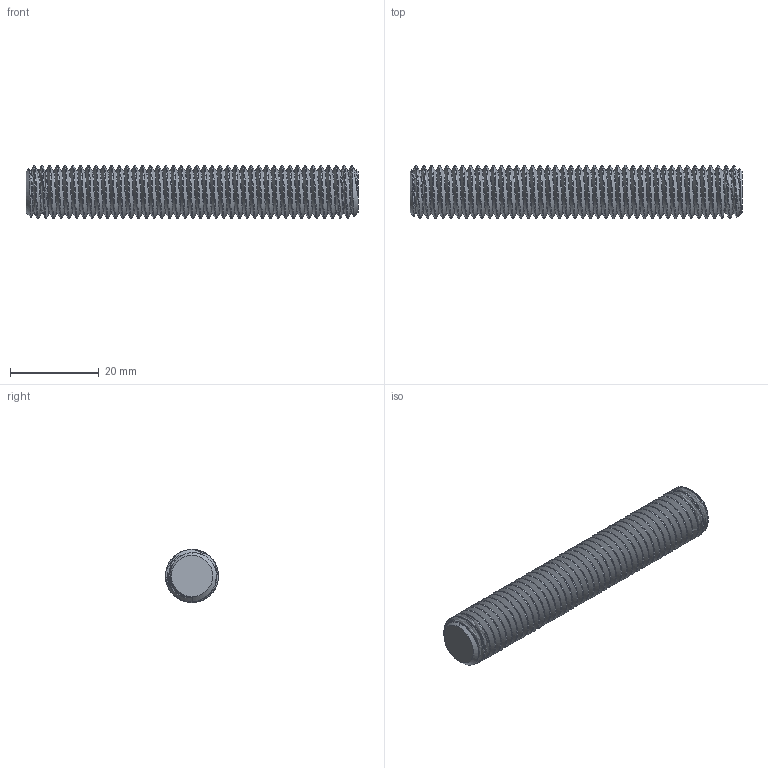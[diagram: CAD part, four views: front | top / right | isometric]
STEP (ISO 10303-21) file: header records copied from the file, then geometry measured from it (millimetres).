
FILE_DESCRIPTION (( 'STEP AP203' ), '1' );
FILE_NAME ('1078N14.step', '2016-07-27T19:29:17', ( '' ), ( '' ), 'SwSTEP 2.0', 'SolidWorks 2010', '' );
FILE_SCHEMA (( 'CONFIG_CONTROL_DESIGN' ));
Length unit declared in the file: millimetre
Products named in the file (1): 1078N14
Bounding box: 75 x 11.99 x 12 mm (x, y, z)
Volume: 6972.3 mm3; surface area: 4599.1 mm2
Topology: 1 solids, 1 shells, 94 faces, 275 edges, 183 vertices
Faces by surface type: cylinder 84, cone 5, bspline 3, plane 2
Entity records: 11773 total; most frequent: CARTESIAN_POINT 9735, ORIENTED_EDGE 550, DIRECTION 284, EDGE_CURVE 275, VERTEX_POINT 183, AXIS2_PLACEMENT_3D 98, FACE_OUTER_BOUND 94, ADVANCED_FACE 94
